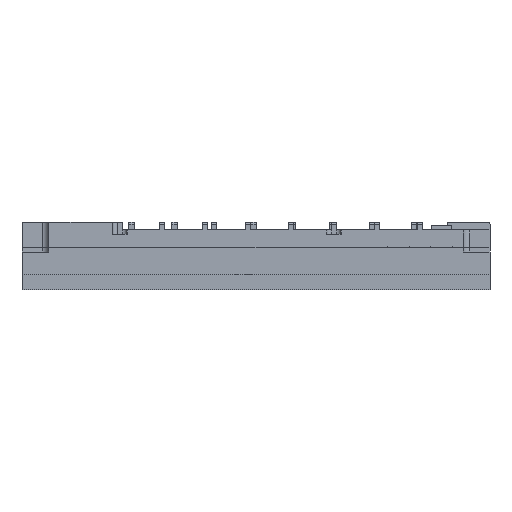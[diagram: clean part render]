
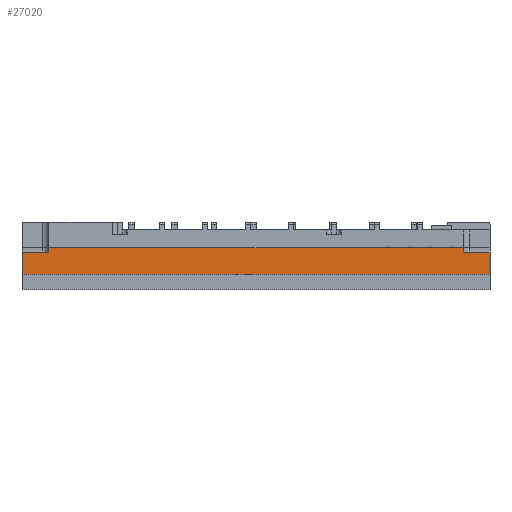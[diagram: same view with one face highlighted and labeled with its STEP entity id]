
A CAD part, left-side view. The second image highlights one B-rep face of the part: STEP entity #27020.
In plain terms, the highlighted planar face has unit normal (-1, 0, 0).
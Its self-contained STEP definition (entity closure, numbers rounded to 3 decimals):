
#1595=FACE_OUTER_BOUND('',#3008,.T.);
#3008=EDGE_LOOP('',(#21655,#21656,#21657,#21658,#21659,#21660,#21661,#21662));
#3982=LINE('',#36612,#7515);
#5826=LINE('',#40348,#9359);
#5841=LINE('',#40388,#9374);
#5878=LINE('',#40644,#9411);
#5889=LINE('',#40684,#9422);
#5890=LINE('',#40687,#9423);
#5891=LINE('',#40688,#9424);
#5892=LINE('',#40689,#9425);
#7515=VECTOR('',#29574,10.);
#9359=VECTOR('',#32734,10.);
#9374=VECTOR('',#32765,10.);
#9411=VECTOR('',#32898,10.);
#9422=VECTOR('',#32947,10.);
#9423=VECTOR('',#32950,10.);
#9424=VECTOR('',#32951,10.);
#9425=VECTOR('',#32952,10.);
#11054=VERTEX_POINT('',#36605);
#11057=VERTEX_POINT('',#36610);
#12290=VERTEX_POINT('',#40345);
#12291=VERTEX_POINT('',#40347);
#12307=VERTEX_POINT('',#40385);
#12308=VERTEX_POINT('',#40387);
#12345=VERTEX_POINT('',#40682);
#12346=VERTEX_POINT('',#40686);
#13666=EDGE_CURVE('',#11057,#11054,#3982,.T.);
#15580=EDGE_CURVE('',#12291,#12290,#5826,.T.);
#15599=EDGE_CURVE('',#12308,#12307,#5841,.T.);
#15659=EDGE_CURVE('',#11054,#12307,#5878,.T.);
#15679=EDGE_CURVE('',#12345,#12308,#5889,.T.);
#15680=EDGE_CURVE('',#12345,#12346,#5890,.T.);
#15681=EDGE_CURVE('',#11057,#12291,#5891,.T.);
#15682=EDGE_CURVE('',#12290,#12346,#5892,.T.);
#21655=ORIENTED_EDGE('',*,*,#15680,.F.);
#21656=ORIENTED_EDGE('',*,*,#15679,.T.);
#21657=ORIENTED_EDGE('',*,*,#15599,.T.);
#21658=ORIENTED_EDGE('',*,*,#15659,.F.);
#21659=ORIENTED_EDGE('',*,*,#13666,.F.);
#21660=ORIENTED_EDGE('',*,*,#15681,.T.);
#21661=ORIENTED_EDGE('',*,*,#15580,.T.);
#21662=ORIENTED_EDGE('',*,*,#15682,.T.);
#25894=PLANE('',#28420);
#27020=ADVANCED_FACE('',(#1595),#25894,.T.);
#28420=AXIS2_PLACEMENT_3D('',#40685,#32948,#32949);
#29574=DIRECTION('',(0.,1.,0.));
#32734=DIRECTION('',(0.,1.,0.));
#32765=DIRECTION('',(0.,1.,0.));
#32898=DIRECTION('',(0.,0.,1.));
#32947=DIRECTION('',(0.,0.,-1.));
#32948=DIRECTION('center_axis',(-1.,0.,0.));
#32949=DIRECTION('ref_axis',(0.,-1.,0.));
#32950=DIRECTION('',(0.,-1.,0.));
#32951=DIRECTION('',(0.,0.,1.));
#32952=DIRECTION('',(0.,0.,1.));
#36605=CARTESIAN_POINT('',(-103.75,105.25,0.));
#36610=CARTESIAN_POINT('',(-103.75,-105.25,0.));
#36612=CARTESIAN_POINT('',(-103.75,-105.25,0.));
#40345=CARTESIAN_POINT('',(-103.75,-93.25,10.));
#40347=CARTESIAN_POINT('',(-103.75,-105.25,10.));
#40348=CARTESIAN_POINT('',(-103.75,3.,10.));
#40385=CARTESIAN_POINT('',(-103.75,105.25,10.));
#40387=CARTESIAN_POINT('',(-103.75,93.25,10.));
#40388=CARTESIAN_POINT('',(-103.75,102.25,10.));
#40644=CARTESIAN_POINT('',(-103.75,105.25,0.));
#40682=CARTESIAN_POINT('',(-103.75,93.25,12.));
#40684=CARTESIAN_POINT('',(-103.75,93.25,10.));
#40685=CARTESIAN_POINT('Origin',(-103.75,105.25,0.));
#40686=CARTESIAN_POINT('',(-103.75,-93.25,12.));
#40687=CARTESIAN_POINT('',(-103.75,52.625,12.));
#40688=CARTESIAN_POINT('',(-103.75,-105.25,0.));
#40689=CARTESIAN_POINT('',(-103.75,-93.25,10.));
